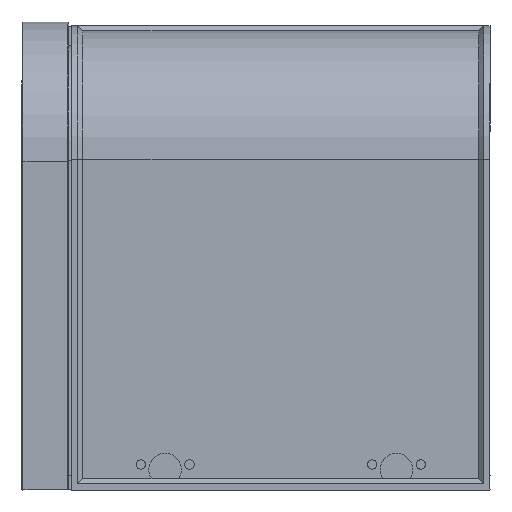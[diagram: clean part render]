
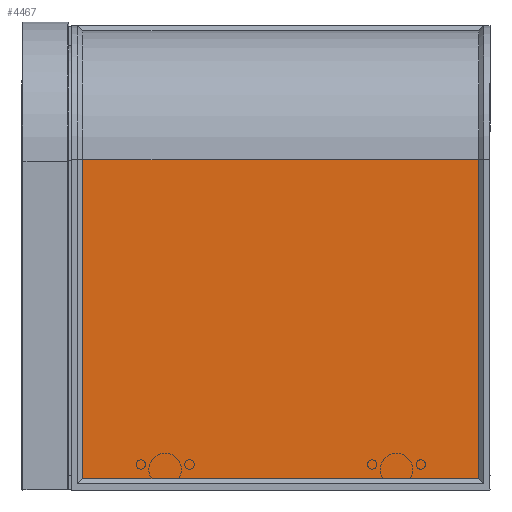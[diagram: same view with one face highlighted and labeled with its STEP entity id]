
A CAD part, left-side view. The second image highlights one B-rep face of the part: STEP entity #4467.
In plain terms, the highlighted planar face has unit normal (-1, 0, 0).
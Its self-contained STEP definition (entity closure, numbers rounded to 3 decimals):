
#565 = VERTEX_POINT ( 'NONE', #6940 ) ;
#788 = EDGE_CURVE ( 'NONE', #5268, #4636, #870, .T. ) ;
#870 = LINE ( 'NONE', #3318, #1905 ) ;
#915 = DIRECTION ( 'NONE',  ( 0., -1., 0. ) ) ;
#934 = LINE ( 'NONE', #3845, #4600 ) ;
#1120 = LINE ( 'NONE', #4672, #4234 ) ;
#1352 = EDGE_CURVE ( 'NONE', #5872, #5268, #1120, .T. ) ;
#1562 = DIRECTION ( 'NONE',  ( 0., 0., 1. ) ) ;
#1905 = VECTOR ( 'NONE', #915, 1000. ) ;
#2012 = FACE_OUTER_BOUND ( 'NONE', #2180, .T. ) ;
#2086 = PLANE ( 'NONE',  #6826 ) ;
#2132 = VECTOR ( 'NONE', #1562, 1000. ) ;
#2180 = EDGE_LOOP ( 'NONE', ( #6660, #4477, #3853, #3347 ) ) ;
#2656 = EDGE_CURVE ( 'NONE', #5872, #565, #934, .T. ) ;
#2727 = DIRECTION ( 'NONE',  ( 0., -1., 0. ) ) ;
#2957 = CARTESIAN_POINT ( 'NONE',  ( -77.5, 435., 105. ) ) ;
#3017 = CARTESIAN_POINT ( 'NONE',  ( -77.5, 12., 105. ) ) ;
#3159 = DIRECTION ( 'NONE',  ( -1., 0., 0. ) ) ;
#3318 = CARTESIAN_POINT ( 'NONE',  ( -77.5, 6.5, -236. ) ) ;
#3347 = ORIENTED_EDGE ( 'NONE', *, *, #1352, .T. ) ;
#3845 = CARTESIAN_POINT ( 'NONE',  ( -77.5, 961.831, 105. ) ) ;
#3853 = ORIENTED_EDGE ( 'NONE', *, *, #2656, .F. ) ;
#4234 = VECTOR ( 'NONE', #7475, 1000. ) ;
#4378 = DIRECTION ( 'NONE',  ( 0., 0., 1. ) ) ;
#4467 = ADVANCED_FACE ( 'NONE', ( #2012 ), #2086, .T. ) ;
#4477 = ORIENTED_EDGE ( 'NONE', *, *, #6952, .T. ) ;
#4600 = VECTOR ( 'NONE', #2727, 1000. ) ;
#4634 = CARTESIAN_POINT ( 'NONE',  ( -77.5, 12., -236. ) ) ;
#4636 = VERTEX_POINT ( 'NONE', #4634 ) ;
#4672 = CARTESIAN_POINT ( 'NONE',  ( -77.5, 435., -241.5 ) ) ;
#5268 = VERTEX_POINT ( 'NONE', #7134 ) ;
#5484 = CARTESIAN_POINT ( 'NONE',  ( -77.5, 961.831, -241.5 ) ) ;
#5872 = VERTEX_POINT ( 'NONE', #2957 ) ;
#6660 = ORIENTED_EDGE ( 'NONE', *, *, #788, .T. ) ;
#6826 = AXIS2_PLACEMENT_3D ( 'NONE', #5484, #3159, #4378 ) ;
#6940 = CARTESIAN_POINT ( 'NONE',  ( -77.5, 12., 105. ) ) ;
#6952 = EDGE_CURVE ( 'NONE', #4636, #565, #7128, .T. ) ;
#7128 = LINE ( 'NONE', #3017, #2132 ) ;
#7134 = CARTESIAN_POINT ( 'NONE',  ( -77.5, 435., -236. ) ) ;
#7475 = DIRECTION ( 'NONE',  ( 0., 0., -1. ) ) ;
